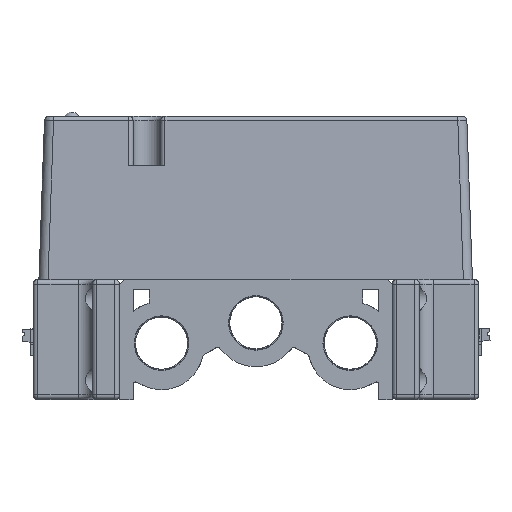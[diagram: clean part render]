
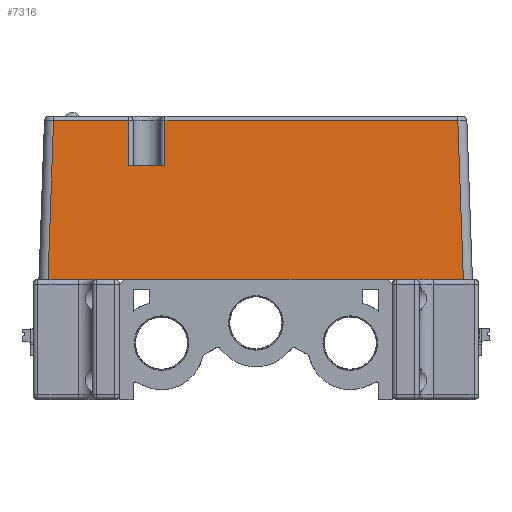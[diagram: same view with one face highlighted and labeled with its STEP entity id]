
A CAD part, front view. The second image highlights one B-rep face of the part: STEP entity #7316.
In plain terms, the highlighted planar face has unit normal (0, -0.999, 0.035).
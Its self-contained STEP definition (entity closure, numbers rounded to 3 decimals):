
#1189=FACE_OUTER_BOUND('',#43830,.T.);
#7316=ADVANCED_FACE('',(#1189),#12504,.T.);
#12504=PLANE('',#106113);
#19002=LINE('',#144823,#30691);
#19064=LINE('',#144979,#30753);
#19372=LINE('',#146287,#31061);
#19373=LINE('',#146290,#31062);
#19374=LINE('',#146292,#31063);
#19375=LINE('',#146294,#31064);
#19376=LINE('',#146296,#31065);
#19377=LINE('',#146298,#31066);
#19378=LINE('',#146300,#31067);
#19379=LINE('',#146301,#31068);
#30691=VECTOR('',#114720,1.);
#30753=VECTOR('',#114848,1.);
#31061=VECTOR('',#115648,1.);
#31062=VECTOR('',#115649,1.);
#31063=VECTOR('',#115650,1.);
#31064=VECTOR('',#115651,1.);
#31065=VECTOR('',#115652,1.);
#31066=VECTOR('',#115653,1.);
#31067=VECTOR('',#115654,1.);
#31068=VECTOR('',#115655,1.);
#43830=EDGE_LOOP('',(#51109,#51110,#51111,#51112,#51113,#51114,#51115,#51116,
#51117,#51118));
#51109=ORIENTED_EDGE('',*,*,#90689,.T.);
#51110=ORIENTED_EDGE('',*,*,#90690,.T.);
#51111=ORIENTED_EDGE('',*,*,#90691,.T.);
#51112=ORIENTED_EDGE('',*,*,#90692,.F.);
#51113=ORIENTED_EDGE('',*,*,#90693,.T.);
#51114=ORIENTED_EDGE('',*,*,#90694,.T.);
#51115=ORIENTED_EDGE('',*,*,#90695,.T.);
#51116=ORIENTED_EDGE('',*,*,#90223,.T.);
#51117=ORIENTED_EDGE('',*,*,#90145,.T.);
#51118=ORIENTED_EDGE('',*,*,#90696,.T.);
#80018=VERTEX_POINT('',#144822);
#80019=VERTEX_POINT('',#144824);
#80080=VERTEX_POINT('',#144980);
#80444=VERTEX_POINT('',#146288);
#80445=VERTEX_POINT('',#146289);
#80446=VERTEX_POINT('',#146291);
#80447=VERTEX_POINT('',#146293);
#80448=VERTEX_POINT('',#146295);
#80449=VERTEX_POINT('',#146297);
#80450=VERTEX_POINT('',#146299);
#90145=EDGE_CURVE('',#80019,#80018,#19002,.T.);
#90223=EDGE_CURVE('',#80080,#80019,#19064,.T.);
#90689=EDGE_CURVE('',#80444,#80445,#19372,.T.);
#90690=EDGE_CURVE('',#80445,#80446,#19373,.T.);
#90691=EDGE_CURVE('',#80446,#80447,#19374,.T.);
#90692=EDGE_CURVE('',#80448,#80447,#19375,.T.);
#90693=EDGE_CURVE('',#80448,#80449,#19376,.T.);
#90694=EDGE_CURVE('',#80449,#80450,#19377,.T.);
#90695=EDGE_CURVE('',#80450,#80080,#19378,.T.);
#90696=EDGE_CURVE('',#80018,#80444,#19379,.T.);
#106113=AXIS2_PLACEMENT_3D('',#146302,#115656,#115657);
#114720=DIRECTION('',(1.,0.,0.));
#114848=DIRECTION('',(1.,0.,0.));
#115648=DIRECTION('',(-0.035,0.035,0.999));
#115649=DIRECTION('',(-1.,0.,0.));
#115650=DIRECTION('',(0.,-0.035,-0.999));
#115651=DIRECTION('',(1.,0.,0.));
#115652=DIRECTION('',(0.,0.035,0.999));
#115653=DIRECTION('',(-1.,0.,0.));
#115654=DIRECTION('',(-0.035,-0.035,-0.999));
#115655=DIRECTION('',(1.,0.,0.));
#115656=DIRECTION('',(0.,-0.999,0.035));
#115657=DIRECTION('',(0.,0.035,0.999));
#144822=CARTESIAN_POINT('',(731.05,-1316.826,-0.1));
#144823=CARTESIAN_POINT('',(730.05,-1316.826,-0.1));
#144824=CARTESIAN_POINT('',(669.05,-1316.826,-0.1));
#144979=CARTESIAN_POINT('',(730.05,-1316.826,-0.1));
#144980=CARTESIAN_POINT('',(654.313,-1316.826,-0.1));
#146287=CARTESIAN_POINT('',(745.944,-1317.083,-7.463));
#146288=CARTESIAN_POINT('',(745.687,-1316.826,-0.1));
#146289=CARTESIAN_POINT('',(744.467,-1315.606,34.835));
#146290=CARTESIAN_POINT('',(680.05,-1315.606,34.835));
#146291=CARTESIAN_POINT('',(680.05,-1315.606,34.835));
#146292=CARTESIAN_POINT('',(680.05,-1315.953,24.9));
#146293=CARTESIAN_POINT('',(680.05,-1315.953,24.9));
#146294=CARTESIAN_POINT('',(676.05,-1315.953,24.9));
#146295=CARTESIAN_POINT('',(672.05,-1315.953,24.9));
#146296=CARTESIAN_POINT('',(672.05,-1315.606,34.835));
#146297=CARTESIAN_POINT('',(672.05,-1315.606,34.835));
#146298=CARTESIAN_POINT('',(654.567,-1315.606,34.835));
#146299=CARTESIAN_POINT('',(655.533,-1315.606,34.835));
#146300=CARTESIAN_POINT('',(654.056,-1317.083,-7.463));
#146301=CARTESIAN_POINT('',(730.05,-1316.826,-0.1));
#146302=CARTESIAN_POINT('',(700.,-1317.141,-9.1));
